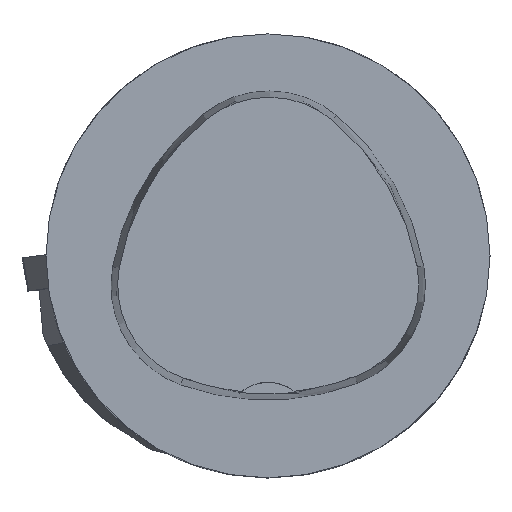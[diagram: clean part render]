
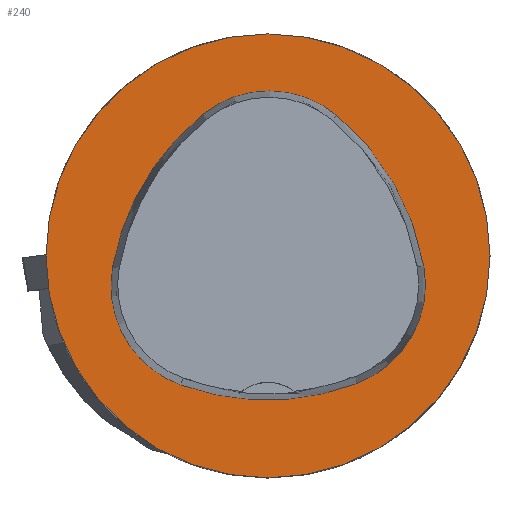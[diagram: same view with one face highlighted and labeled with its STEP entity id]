
A CAD part, top view. The second image highlights one B-rep face of the part: STEP entity #240.
In plain terms, the highlighted planar face has unit normal (0, 0, 1).
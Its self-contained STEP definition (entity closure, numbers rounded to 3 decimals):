
#240=ADVANCED_FACE('',(#450,#451),#283,.T.);
#283=PLANE('',#1326);
#450=FACE_BOUND('',#511,.T.);
#451=FACE_BOUND('',#512,.T.);
#511=EDGE_LOOP('',(#734,#735,#736,#737,#738,#739));
#512=EDGE_LOOP('',(#740));
#734=ORIENTED_EDGE('',*,*,#1076,.T.);
#735=ORIENTED_EDGE('',*,*,#1056,.T.);
#736=ORIENTED_EDGE('',*,*,#1060,.T.);
#737=ORIENTED_EDGE('',*,*,#1063,.T.);
#738=ORIENTED_EDGE('',*,*,#1066,.T.);
#739=ORIENTED_EDGE('',*,*,#1074,.T.);
#740=ORIENTED_EDGE('',*,*,#1047,.F.);
#922=VERTEX_POINT('',#2173);
#931=VERTEX_POINT('',#2192);
#932=VERTEX_POINT('',#2193);
#935=VERTEX_POINT('',#2201);
#937=VERTEX_POINT('',#2207);
#939=VERTEX_POINT('',#2213);
#946=VERTEX_POINT('',#2234);
#1047=EDGE_CURVE('',#922,#922,#1125,.T.);
#1056=EDGE_CURVE('',#931,#932,#1126,.T.);
#1060=EDGE_CURVE('',#932,#935,#1128,.T.);
#1063=EDGE_CURVE('',#935,#937,#1130,.T.);
#1066=EDGE_CURVE('',#937,#939,#1132,.T.);
#1074=EDGE_CURVE('',#939,#946,#1136,.T.);
#1076=EDGE_CURVE('',#946,#931,#1138,.T.);
#1125=CIRCLE('',#1298,31.5);
#1126=CIRCLE('',#1304,36.);
#1128=CIRCLE('',#1307,15.);
#1130=CIRCLE('',#1310,36.);
#1132=CIRCLE('',#1313,15.);
#1136=CIRCLE('',#1318,36.);
#1138=CIRCLE('',#1321,15.);
#1298=AXIS2_PLACEMENT_3D('',#2172,#1553,#1554);
#1304=AXIS2_PLACEMENT_3D('',#2191,#1569,#1570);
#1307=AXIS2_PLACEMENT_3D('',#2200,#1577,#1578);
#1310=AXIS2_PLACEMENT_3D('',#2206,#1584,#1585);
#1313=AXIS2_PLACEMENT_3D('',#2212,#1591,#1592);
#1318=AXIS2_PLACEMENT_3D('',#2235,#1603,#1604);
#1321=AXIS2_PLACEMENT_3D('',#2238,#1609,#1610);
#1326=AXIS2_PLACEMENT_3D('',#2243,#1619,#1620);
#1553=DIRECTION('',(0.,0.,-1.));
#1554=DIRECTION('',(-1.,0.,0.));
#1569=DIRECTION('',(0.,0.,-1.));
#1570=DIRECTION('',(-1.,0.,0.));
#1577=DIRECTION('',(0.,0.,-1.));
#1578=DIRECTION('',(-1.,0.,0.));
#1584=DIRECTION('',(0.,0.,-1.));
#1585=DIRECTION('',(-1.,0.,0.));
#1591=DIRECTION('',(0.,0.,-1.));
#1592=DIRECTION('',(-1.,0.,0.));
#1603=DIRECTION('',(0.,0.,-1.));
#1604=DIRECTION('',(-1.,0.,0.));
#1609=DIRECTION('',(0.,0.,-1.));
#1610=DIRECTION('',(-1.,0.,0.));
#1619=DIRECTION('',(0.,0.,1.));
#1620=DIRECTION('',(1.,0.,0.));
#2172=CARTESIAN_POINT('',(0.,0.,0.));
#2173=CARTESIAN_POINT('',(-31.5,0.,0.));
#2191=CARTESIAN_POINT('',(13.398,-7.893,0.));
#2192=CARTESIAN_POINT('',(-22.041,-1.562,0.));
#2193=CARTESIAN_POINT('',(-9.317,20.036,0.));
#2200=CARTESIAN_POINT('',(0.148,8.399,0.));
#2201=CARTESIAN_POINT('',(9.779,19.898,0.));
#2206=CARTESIAN_POINT('',(-13.337,-7.7,0.));
#2207=CARTESIAN_POINT('',(22.122,-1.48,0.));
#2212=CARTESIAN_POINT('',(7.347,-4.071,0.));
#2213=CARTESIAN_POINT('',(12.693,-18.087,0.));
#2234=CARTESIAN_POINT('',(-12.373,-18.307,0.));
#2235=CARTESIAN_POINT('',(-0.137,15.55,0.));
#2238=CARTESIAN_POINT('',(-7.275,-4.2,0.));
#2243=CARTESIAN_POINT('',(0.,0.,0.));
